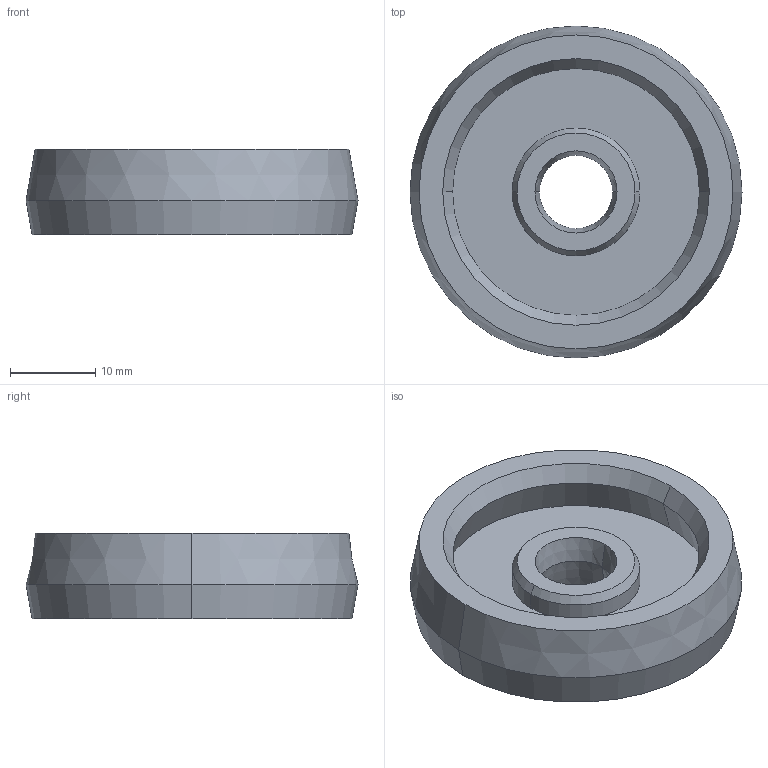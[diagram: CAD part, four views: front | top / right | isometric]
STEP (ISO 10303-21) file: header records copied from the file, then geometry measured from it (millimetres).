
FILE_DESCRIPTION(('STEP AP214'),'1');
FILE_NAME('cctmp_B50C2E78-B8A2-4A73-8027-9BA3BE5FAD0C_2021_10_01_17_37_36_0021..stp','2021-10-01T15:37:36',('Bosch Rexroth AG'),('CADClick - www.CADClick.com'),'Spatial InterOp 3D',' ','unknown authorization - (Healing Option Enabled)');
FILE_SCHEMA(('AUTOMOTIVE_DESIGN'));
Length unit declared in the file: millimetre
Products named in the file (1): 2021_10_01_17_37_36_0021
Bounding box: 39 x 39 x 10 mm (x, y, z)
Volume: 7170.9 mm3; surface area: 4169.6 mm2
Topology: 1 solids, 1 shells, 20 faces, 40 edges, 24 vertices
Faces by surface type: cone 14, plane 4, cylinder 2
Entity records: 716 total; most frequent: DIRECTION 106, CARTESIAN_POINT 85, ORIENTED_EDGE 80, AXIS2_PLACEMENT_3D 45, EDGE_CURVE 40, EDGE_LOOP 24, VERTEX_POINT 24, CIRCLE 24
